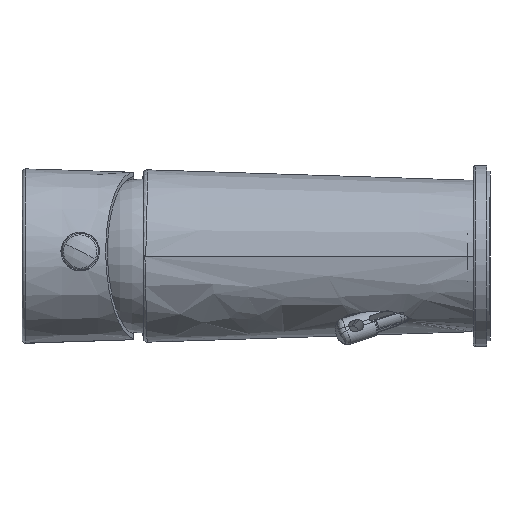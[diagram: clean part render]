
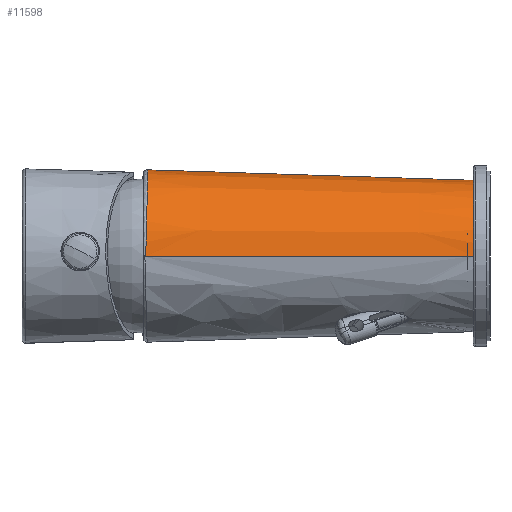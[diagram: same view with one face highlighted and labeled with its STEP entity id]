
A CAD part, left-side view. The second image highlights one B-rep face of the part: STEP entity #11598.
In plain terms, the highlighted conical face has half-angle 1.835 degrees and reference radius 22.377 mm.
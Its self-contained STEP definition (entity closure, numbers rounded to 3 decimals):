
#199 = LINE ( 'NONE', #7749, #1680 ) ;
#449 = CARTESIAN_POINT ( 'NONE',  ( 0., 84.743, 22.342 ) ) ;
#917 = CARTESIAN_POINT ( 'NONE',  ( 0., 84.743, 22.342 ) ) ;
#921 = ORIENTED_EDGE ( 'NONE', *, *, #14527, .T. ) ;
#922 = EDGE_CURVE ( 'NONE', #1713, #22073, #18050, .T. ) ;
#1411 = EDGE_CURVE ( 'NONE', #22073, #9775, #20042, .T. ) ;
#1498 = CARTESIAN_POINT ( 'NONE',  ( -20.753, 85.109, 8.306 ) ) ;
#1541 = VERTEX_POINT ( 'NONE', #8012 ) ;
#1610 = CARTESIAN_POINT ( 'NONE',  ( -15.943, 84.924, 15.661 ) ) ;
#1680 = VECTOR ( 'NONE', #22739, 1000. ) ;
#1713 = VERTEX_POINT ( 'NONE', #18188 ) ;
#1731 = CARTESIAN_POINT ( 'NONE',  ( -15.926, 84.924, 15.678 ) ) ;
#1864 = DIRECTION ( 'NONE',  ( 0., 0., 1. ) ) ;
#1986 = DIRECTION ( 'NONE',  ( 0., -1., 0. ) ) ;
#2182 = CARTESIAN_POINT ( 'NONE',  ( -22.36, 85.313, 0. ) ) ;
#2307 = CARTESIAN_POINT ( 'NONE',  ( -20.486, 85.093, 8.947 ) ) ;
#3469 = CARTESIAN_POINT ( 'NONE',  ( -21.938, 85.207, 4.368 ) ) ;
#3566 = CARTESIAN_POINT ( 'NONE',  ( -19.828, 6.245, -0.012 ) ) ;
#4039 = CARTESIAN_POINT ( 'NONE',  ( -20.914, 85.119, 7.905 ) ) ;
#4214 = VERTEX_POINT ( 'NONE', #917 ) ;
#4642 = CARTESIAN_POINT ( 'NONE',  ( -22.36, 85.312, -0.056 ) ) ;
#5318 = CARTESIAN_POINT ( 'NONE',  ( -19.401, 85.039, 11.126 ) ) ;
#5435 = CARTESIAN_POINT ( 'NONE',  ( -19.942, 85.064, 10.104 ) ) ;
#5553 = CARTESIAN_POINT ( 'NONE',  ( -15.475, 84.912, 16.125 ) ) ;
#5840 = DIRECTION ( 'NONE',  ( 0., 0., 1. ) ) ;
#6010 = CARTESIAN_POINT ( 'NONE',  ( -20.365, 85.086, 9.219 ) ) ;
#6141 = CARTESIAN_POINT ( 'NONE',  ( -19.014, 85.022, 11.773 ) ) ;
#7036 = CARTESIAN_POINT ( 'NONE',  ( -20.208, 18.101, -0.035 ) ) ;
#7271 = CARTESIAN_POINT ( 'NONE',  ( -20.569, 29.387, -0.057 ) ) ;
#7291 = CARTESIAN_POINT ( 'NONE',  ( -7.046, 84.779, 21.255 ) ) ;
#7683 = CARTESIAN_POINT ( 'NONE',  ( 0., 0.316, 0. ) ) ;
#7749 = CARTESIAN_POINT ( 'NONE',  ( 0., 85.833, 22.377 ) ) ;
#7874 = CARTESIAN_POINT ( 'NONE',  ( -2.813, 84.75, 22.211 ) ) ;
#7999 = CARTESIAN_POINT ( 'NONE',  ( -21.439, 85.157, 6.362 ) ) ;
#8012 = CARTESIAN_POINT ( 'NONE',  ( -22.36, 85.313, 0. ) ) ;
#8909 = CARTESIAN_POINT ( 'NONE',  ( -19.638, 0.316, 0. ) ) ;
#9155 = CARTESIAN_POINT ( 'NONE',  ( -14.54, 84.891, 16.975 ) ) ;
#9775 = VERTEX_POINT ( 'NONE', #19630 ) ;
#9852 = CARTESIAN_POINT ( 'NONE',  ( -20.739, 85.108, 8.341 ) ) ;
#10317 = ORIENTED_EDGE ( 'NONE', *, *, #17848, .T. ) ;
#10610 = AXIS2_PLACEMENT_3D ( 'NONE', #7683, #1986, #1864 ) ;
#10888 = CARTESIAN_POINT ( 'NONE',  ( -20.723, 85.107, 8.382 ) ) ;
#11106 = CARTESIAN_POINT ( 'NONE',  ( -14.832, 84.897, 16.72 ) ) ;
#11262 = CARTESIAN_POINT ( 'NONE',  ( 0., 85.833, 0. ) ) ;
#11565 = CARTESIAN_POINT ( 'NONE',  ( -21.088, 85.13, 7.44 ) ) ;
#11598 = ADVANCED_FACE ( 'NONE', ( #13104 ), #13208, .T. ) ;
#11692 = CARTESIAN_POINT ( 'NONE',  ( -17.79, 84.976, 13.609 ) ) ;
#11902 = B_SPLINE_CURVE_WITH_KNOTS ( 'NONE', 3,
 ( #449, #16631, #7874, #12833, #7291, #20332, #20445, #21018, #16751, #9155, #11106, #14789, #5553, #22986, #14910, #22869, #1731, #1610, #18592, #22282, #11692, #6141, #5318, #5435, #24269, #6010, #2307, #18361, #12944, #10888, #9852, #22403, #13398, #1498, #20894, #4039, #11565, #7999, #17326, #3469, #22172, #15485, #19051, #2182 ),
 .UNSPECIFIED., .F., .F.,
 ( 4, 2, 2, 2, 2, 2, 1, 1, 1, 1, 2, 2, 2, 2, 2, 1, 1, 1, 1, 1, 1, 2, 2, 2, 2, 2, 4 ),
 ( 0.034, 0.154, 0.275, 0.396, 0.456, 0.487, 0.502, 0.509, 0.513, 0.515, 0.516, 0.517, 0.638, 0.698, 0.728, 0.743, 0.751, 0.755, 0.757, 0.757, 0.758, 0.758, 0.758, 0.819, 0.879, 0.94, 1. ),
 .UNSPECIFIED. ) ;
#12156 = CARTESIAN_POINT ( 'NONE',  ( -22.36, 85.311, -0.112 ) ) ;
#12833 = CARTESIAN_POINT ( 'NONE',  ( -5.638, 84.767, 21.668 ) ) ;
#12944 = CARTESIAN_POINT ( 'NONE',  ( -20.69, 85.105, 8.463 ) ) ;
#13104 = FACE_OUTER_BOUND ( 'NONE', #21693, .T. ) ;
#13208 = CONICAL_SURFACE ( 'NONE', #20688, 22.377, 0.032 ) ;
#13398 = CARTESIAN_POINT ( 'NONE',  ( -20.751, 85.109, 8.312 ) ) ;
#14527 = EDGE_CURVE ( 'NONE', #1713, #4214, #199, .T. ) ;
#14539 = CARTESIAN_POINT ( 'NONE',  ( -21.648, 63.076, -0.124 ) ) ;
#14767 = CARTESIAN_POINT ( 'NONE',  ( -22.004, 74.192, -0.146 ) ) ;
#14789 = CARTESIAN_POINT ( 'NONE',  ( -15.262, 84.907, 16.325 ) ) ;
#14887 = B_SPLINE_CURVE_WITH_KNOTS ( 'NONE', 3,
 ( #23104, #4642, #12156, #19652 ),
 .UNSPECIFIED., .F., .F.,
 ( 4, 4 ),
 ( 0., 0.003 ),
 .UNSPECIFIED. ) ;
#14910 = CARTESIAN_POINT ( 'NONE',  ( -15.84, 84.921, 15.765 ) ) ;
#15485 = CARTESIAN_POINT ( 'NONE',  ( -22.293, 85.267, 1.913 ) ) ;
#15950 = CARTESIAN_POINT ( 'NONE',  ( -19.638, 0.316, 0. ) ) ;
#16382 = CARTESIAN_POINT ( 'NONE',  ( -20.93, 40.673, -0.08 ) ) ;
#16631 = CARTESIAN_POINT ( 'NONE',  ( -1.396, 84.745, 22.342 ) ) ;
#16751 = CARTESIAN_POINT ( 'NONE',  ( -13.646, 84.872, 17.713 ) ) ;
#16787 = DIRECTION ( 'NONE',  ( 0., 1., 0. ) ) ;
#17326 = CARTESIAN_POINT ( 'NONE',  ( -21.616, 85.173, 5.748 ) ) ;
#17848 = EDGE_CURVE ( 'NONE', #1541, #9775, #14887, .T. ) ;
#18050 = CIRCLE ( 'NONE', #10610, 19.638 ) ;
#18188 = CARTESIAN_POINT ( 'NONE',  ( 0., 0.316, 19.638 ) ) ;
#18361 = CARTESIAN_POINT ( 'NONE',  ( -20.623, 85.101, 8.626 ) ) ;
#18592 = CARTESIAN_POINT ( 'NONE',  ( -15.953, 84.924, 15.651 ) ) ;
#18817 = ORIENTED_EDGE ( 'NONE', *, *, #922, .F. ) ;
#19051 = CARTESIAN_POINT ( 'NONE',  ( -22.36, 85.289, 0.992 ) ) ;
#19304 = EDGE_CURVE ( 'NONE', #4214, #1541, #11902, .T. ) ;
#19630 = CARTESIAN_POINT ( 'NONE',  ( -22.36, 85.309, -0.168 ) ) ;
#19652 = CARTESIAN_POINT ( 'NONE',  ( -22.36, 85.309, -0.168 ) ) ;
#20042 = B_SPLINE_CURVE_WITH_KNOTS ( 'NONE', 3,
 ( #8909, #3566, #24131, #7036, #7271, #16382, #23892, #14539, #14767, #22262 ),
 .UNSPECIFIED., .F., .F.,
 ( 4, 3, 3, 4 ),
 ( 0., 0.018, 0.052, 0.085 ),
 .UNSPECIFIED. ) ;
#20332 = CARTESIAN_POINT ( 'NONE',  ( -9.79, 84.809, 20.14 ) ) ;
#20445 = CARTESIAN_POINT ( 'NONE',  ( -11.127, 84.827, 19.437 ) ) ;
#20688 = AXIS2_PLACEMENT_3D ( 'NONE', #11262, #16787, #5840 ) ;
#20894 = CARTESIAN_POINT ( 'NONE',  ( -20.755, 85.109, 8.302 ) ) ;
#20935 = ORIENTED_EDGE ( 'NONE', *, *, #19304, .T. ) ;
#21018 = CARTESIAN_POINT ( 'NONE',  ( -13.029, 84.86, 18.17 ) ) ;
#21693 = EDGE_LOOP ( 'NONE', ( #18817, #921, #20935, #10317, #22761 ) ) ;
#22073 = VERTEX_POINT ( 'NONE', #15950 ) ;
#22172 = CARTESIAN_POINT ( 'NONE',  ( -22.082, 85.225, 3.601 ) ) ;
#22262 = CARTESIAN_POINT ( 'NONE',  ( -22.36, 85.309, -0.168 ) ) ;
#22282 = CARTESIAN_POINT ( 'NONE',  ( -16.892, 84.949, 14.693 ) ) ;
#22403 = CARTESIAN_POINT ( 'NONE',  ( -20.748, 85.108, 8.321 ) ) ;
#22739 = DIRECTION ( 'NONE',  ( 0., 0.999, 0.032 ) ) ;
#22761 = ORIENTED_EDGE ( 'NONE', *, *, #1411, .F. ) ;
#22869 = CARTESIAN_POINT ( 'NONE',  ( -15.9, 84.923, 15.704 ) ) ;
#22986 = CARTESIAN_POINT ( 'NONE',  ( -15.719, 84.918, 15.886 ) ) ;
#23104 = CARTESIAN_POINT ( 'NONE',  ( -22.36, 85.313, 0. ) ) ;
#23892 = CARTESIAN_POINT ( 'NONE',  ( -21.292, 51.959, -0.102 ) ) ;
#24131 = CARTESIAN_POINT ( 'NONE',  ( -20.018, 12.173, -0.023 ) ) ;
#24269 = CARTESIAN_POINT ( 'NONE',  ( -20.116, 85.073, 9.755 ) ) ;
